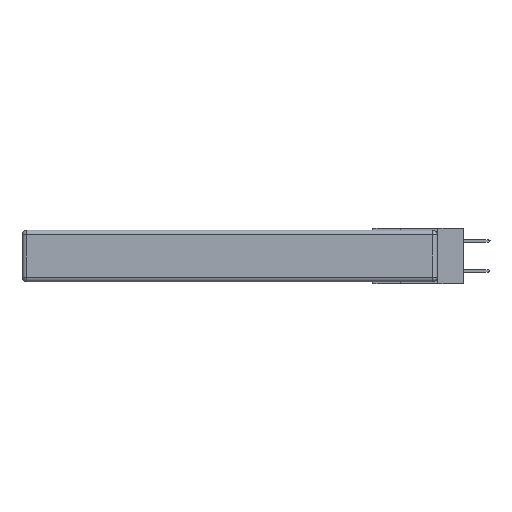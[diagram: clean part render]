
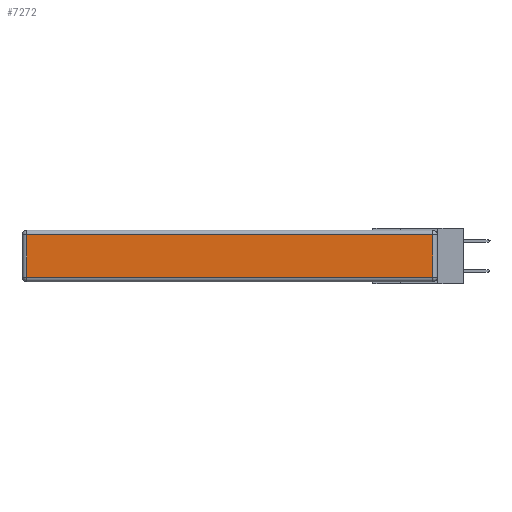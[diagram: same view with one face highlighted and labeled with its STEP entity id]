
A CAD part, left-side view. The second image highlights one B-rep face of the part: STEP entity #7272.
In plain terms, the highlighted planar face has unit normal (-1, 0, 0).
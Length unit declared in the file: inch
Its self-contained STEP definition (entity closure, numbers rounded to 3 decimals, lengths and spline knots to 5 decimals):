
#56 = ORIENTED_EDGE ( 'NONE', *, *, #2291, .T. ) ;
#693 = EDGE_LOOP ( 'NONE', ( #14083, #13559, #1838, #56 ) ) ;
#1145 = VECTOR ( 'NONE', #1334, 39.37008 ) ;
#1334 = DIRECTION ( 'NONE',  ( 0., -1., 0. ) ) ;
#1838 = ORIENTED_EDGE ( 'NONE', *, *, #4968, .T. ) ;
#1998 = CARTESIAN_POINT ( 'NONE',  ( 0., 2.72, -0.343 ) ) ;
#2095 = AXIS2_PLACEMENT_3D ( 'NONE', #11943, #6569, #7570 ) ;
#2162 = CARTESIAN_POINT ( 'NONE',  ( 0., 2.72, -0.313 ) ) ;
#2190 = VECTOR ( 'NONE', #9638, 39.37008 ) ;
#2291 = EDGE_CURVE ( 'NONE', #7900, #11919, #7799, .T. ) ;
#3156 = EDGE_CURVE ( 'NONE', #11919, #13004, #9388, .T. ) ;
#3490 = VERTEX_POINT ( 'NONE', #8016 ) ;
#3765 = CARTESIAN_POINT ( 'NONE',  ( 0., 0., -0.313 ) ) ;
#3963 = PLANE ( 'NONE',  #2095 ) ;
#4361 = DIRECTION ( 'NONE',  ( 0., 0., 1. ) ) ;
#4968 = EDGE_CURVE ( 'NONE', #3490, #7900, #10202, .T. ) ;
#5030 = VECTOR ( 'NONE', #4361, 39.37008 ) ;
#6052 = CARTESIAN_POINT ( 'NONE',  ( 0., 0.03, -0.313 ) ) ;
#6188 = VECTOR ( 'NONE', #12346, 39.37008 ) ;
#6569 = DIRECTION ( 'NONE',  ( -1., 0., 0. ) ) ;
#7272 = ADVANCED_FACE ( 'NONE', ( #13958 ), #3963, .T. ) ;
#7570 = DIRECTION ( 'NONE',  ( 0., 0., 1. ) ) ;
#7764 = CARTESIAN_POINT ( 'NONE',  ( 0., 0.03, -0.343 ) ) ;
#7799 = LINE ( 'NONE', #1998, #6188 ) ;
#7900 = VERTEX_POINT ( 'NONE', #10905 ) ;
#8016 = CARTESIAN_POINT ( 'NONE',  ( 0., 0.03, -0.03 ) ) ;
#9388 = LINE ( 'NONE', #3765, #1145 ) ;
#9638 = DIRECTION ( 'NONE',  ( 0., 1., 0. ) ) ;
#10202 = LINE ( 'NONE', #11705, #2190 ) ;
#10905 = CARTESIAN_POINT ( 'NONE',  ( 0., 2.72, -0.03 ) ) ;
#11093 = LINE ( 'NONE', #7764, #5030 ) ;
#11705 = CARTESIAN_POINT ( 'NONE',  ( 0., 2.75, -0.03 ) ) ;
#11919 = VERTEX_POINT ( 'NONE', #2162 ) ;
#11943 = CARTESIAN_POINT ( 'NONE',  ( 0., 0., -0.343 ) ) ;
#12346 = DIRECTION ( 'NONE',  ( 0., 0., -1. ) ) ;
#12496 = EDGE_CURVE ( 'NONE', #13004, #3490, #11093, .T. ) ;
#13004 = VERTEX_POINT ( 'NONE', #6052 ) ;
#13559 = ORIENTED_EDGE ( 'NONE', *, *, #12496, .T. ) ;
#13958 = FACE_OUTER_BOUND ( 'NONE', #693, .T. ) ;
#14083 = ORIENTED_EDGE ( 'NONE', *, *, #3156, .T. ) ;
